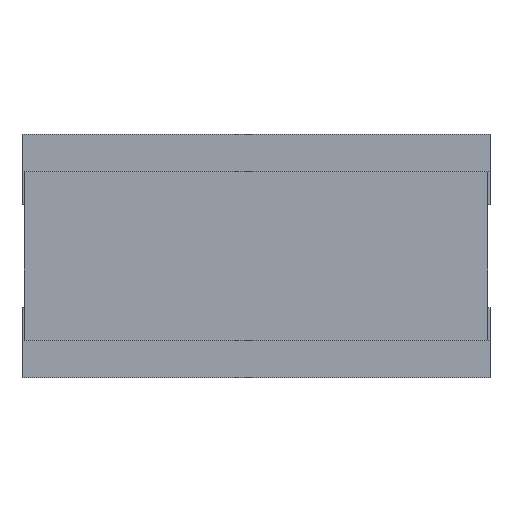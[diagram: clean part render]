
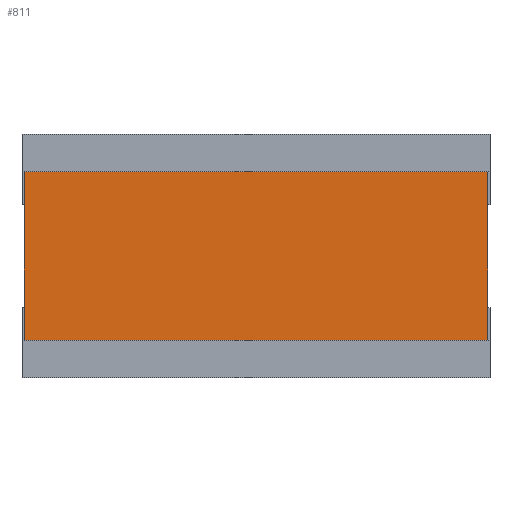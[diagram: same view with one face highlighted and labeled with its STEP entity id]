
A CAD part, top view. The second image highlights one B-rep face of the part: STEP entity #811.
In plain terms, the highlighted planar face has unit normal (0, 0, 1).
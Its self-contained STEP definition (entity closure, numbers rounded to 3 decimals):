
#88=ORIENTED_EDGE('',*,*,#228,.T.);
#89=ORIENTED_EDGE('',*,*,#229,.F.);
#90=ORIENTED_EDGE('',*,*,#230,.F.);
#91=ORIENTED_EDGE('',*,*,#199,.T.);
#199=EDGE_CURVE('',#277,#283,#339,.T.);
#228=EDGE_CURVE('',#283,#300,#368,.T.);
#229=EDGE_CURVE('',#301,#300,#369,.T.);
#230=EDGE_CURVE('',#277,#301,#370,.T.);
#277=VERTEX_POINT('',#1022);
#283=VERTEX_POINT('',#1034);
#300=VERTEX_POINT('',#1093);
#301=VERTEX_POINT('',#1095);
#339=LINE('',#1035,#423);
#368=LINE('',#1092,#452);
#369=LINE('',#1094,#453);
#370=LINE('',#1096,#454);
#423=VECTOR('',#880,1000.);
#452=VECTOR('',#933,1000.);
#453=VECTOR('',#934,1000.);
#454=VECTOR('',#935,1000.);
#509=EDGE_LOOP('',(#88,#89,#90,#91));
#539=FACE_BOUND('',#509,.T.);
#569=PLANE('',#846);
#811=ADVANCED_FACE('',(#539),#569,.F.);
#846=AXIS2_PLACEMENT_3D('',#1091,#931,#932);
#880=DIRECTION('',(-1.,0.,0.));
#931=DIRECTION('',(0.,0.,-1.));
#932=DIRECTION('',(0.,1.,0.));
#933=DIRECTION('',(0.,-1.,0.));
#934=DIRECTION('',(-1.,0.,0.));
#935=DIRECTION('',(0.,-1.,0.));
#1022=CARTESIAN_POINT('',(2.475,0.9,0.245));
#1034=CARTESIAN_POINT('',(-2.475,0.9,0.245));
#1035=CARTESIAN_POINT('',(2.475,0.9,0.245));
#1091=CARTESIAN_POINT('',(2.475,0.9,0.245));
#1092=CARTESIAN_POINT('',(-2.475,0.9,0.245));
#1093=CARTESIAN_POINT('',(-2.475,-0.9,0.245));
#1094=CARTESIAN_POINT('',(2.475,-0.9,0.245));
#1095=CARTESIAN_POINT('',(2.475,-0.9,0.245));
#1096=CARTESIAN_POINT('',(2.475,0.9,0.245));
